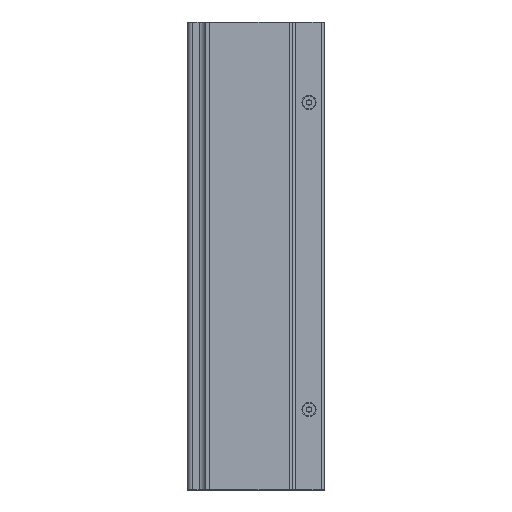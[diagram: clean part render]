
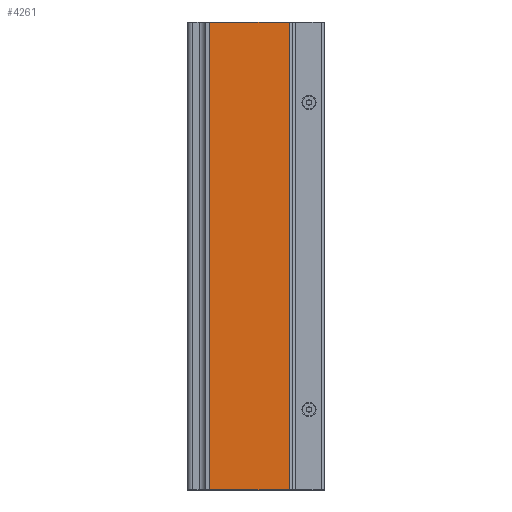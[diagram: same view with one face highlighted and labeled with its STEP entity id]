
A CAD part, left-side view. The second image highlights one B-rep face of the part: STEP entity #4261.
In plain terms, the highlighted face is planar.
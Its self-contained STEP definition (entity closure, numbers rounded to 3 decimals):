
#358 = VERTEX_POINT ( 'NONE', #2747 ) ;
#517 = DIRECTION ( 'NONE',  ( 0., 1., 0. ) ) ;
#548 = CARTESIAN_POINT ( 'NONE',  ( 22., 22.8, -152.4 ) ) ;
#645 = ORIENTED_EDGE ( 'NONE', *, *, #3277, .T. ) ;
#726 = EDGE_CURVE ( 'NONE', #358, #4397, #1478, .T. ) ;
#747 = FACE_OUTER_BOUND ( 'NONE', #1076, .T. ) ;
#848 = CARTESIAN_POINT ( 'NONE',  ( 22., 84., 152.4 ) ) ;
#1076 = EDGE_LOOP ( 'NONE', ( #2792, #3820, #3129, #645 ) ) ;
#1131 = DIRECTION ( 'NONE',  ( 0., -1., 0. ) ) ;
#1195 = VECTOR ( 'NONE', #517, 1000. ) ;
#1449 = VERTEX_POINT ( 'NONE', #2035 ) ;
#1478 = LINE ( 'NONE', #4720, #1896 ) ;
#1686 = VERTEX_POINT ( 'NONE', #548 ) ;
#1896 = VECTOR ( 'NONE', #4229, 1000. ) ;
#2030 = DIRECTION ( 'NONE',  ( 0., 0., -1. ) ) ;
#2035 = CARTESIAN_POINT ( 'NONE',  ( 22., 22.8, 152.4 ) ) ;
#2382 = PLANE ( 'NONE',  #3800 ) ;
#2559 = DIRECTION ( 'NONE',  ( 0., 1., 0. ) ) ;
#2711 = DIRECTION ( 'NONE',  ( -1., 0., 0. ) ) ;
#2747 = CARTESIAN_POINT ( 'NONE',  ( 22., 84., 152.4 ) ) ;
#2792 = ORIENTED_EDGE ( 'NONE', *, *, #4648, .T. ) ;
#2795 = CARTESIAN_POINT ( 'NONE',  ( 22., 84., -152.4 ) ) ;
#2891 = LINE ( 'NONE', #848, #1195 ) ;
#3129 = ORIENTED_EDGE ( 'NONE', *, *, #4461, .F. ) ;
#3182 = LINE ( 'NONE', #3967, #4685 ) ;
#3277 = EDGE_CURVE ( 'NONE', #1449, #1686, #3182, .T. ) ;
#3472 = CARTESIAN_POINT ( 'NONE',  ( 22., 84., 152.4 ) ) ;
#3800 = AXIS2_PLACEMENT_3D ( 'NONE', #3472, #2711, #1131 ) ;
#3820 = ORIENTED_EDGE ( 'NONE', *, *, #726, .F. ) ;
#3967 = CARTESIAN_POINT ( 'NONE',  ( 22., 22.8, 152.4 ) ) ;
#4229 = DIRECTION ( 'NONE',  ( 0., 0., -1. ) ) ;
#4261 = ADVANCED_FACE ( 'NONE', ( #747 ), #2382, .F. ) ;
#4397 = VERTEX_POINT ( 'NONE', #2795 ) ;
#4461 = EDGE_CURVE ( 'NONE', #1449, #358, #2891, .T. ) ;
#4490 = CARTESIAN_POINT ( 'NONE',  ( 22., 84., -152.4 ) ) ;
#4569 = LINE ( 'NONE', #4490, #4695 ) ;
#4648 = EDGE_CURVE ( 'NONE', #1686, #4397, #4569, .T. ) ;
#4685 = VECTOR ( 'NONE', #2030, 1000. ) ;
#4695 = VECTOR ( 'NONE', #2559, 1000. ) ;
#4720 = CARTESIAN_POINT ( 'NONE',  ( 22., 84., 152.4 ) ) ;
